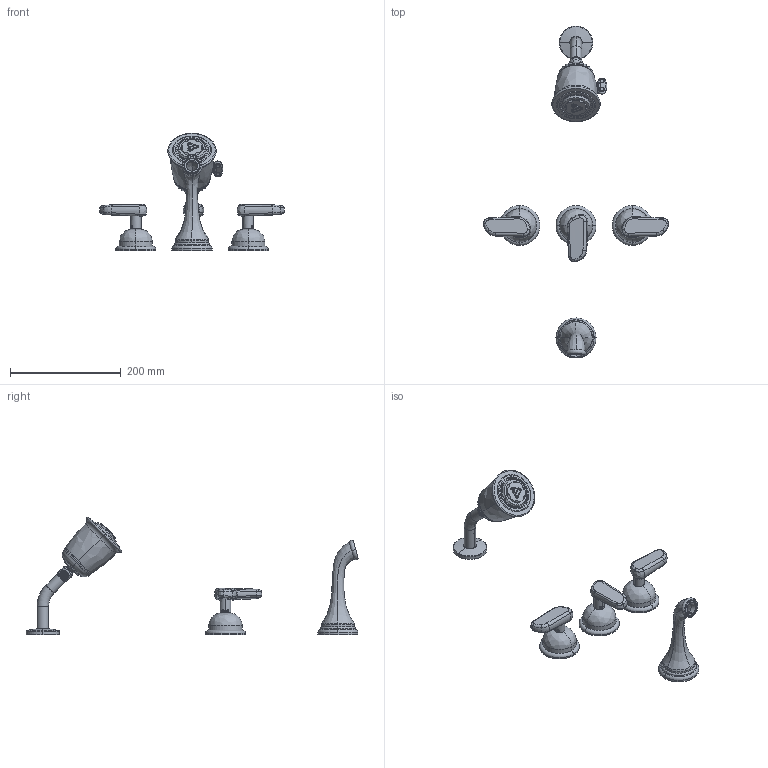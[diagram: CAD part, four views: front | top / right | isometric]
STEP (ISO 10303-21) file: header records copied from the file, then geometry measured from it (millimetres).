
FILE_DESCRIPTION((''),'2;1');
FILE_NAME('G1502_WEB','2011-01-18T',('project'),(''),'PRO/ENGINEER BY PARAMETRIC TECHNOLOGY CORPORATION, 2009300','PRO/ENGINEER BY PARAMETRIC TECHNOLOGY CORPORATION, 2009300','');
FILE_SCHEMA(('CONFIG_CONTROL_DESIGN'));
Products named in the file (1): G1502_WEB
Bounding box: 334.35 x 599.88 x 212.19 mm (x, y, z)
Surface area: 186991.3 mm2 (no closed solid volume)
Topology: 0 solids, 93 shells, 905 faces, 6465 edges, 5511 vertices
Faces by surface type: bspline 293, cylinder 283, plane 199, torus 88, cone 32, sphere 10
Entity records: 97316 total; most frequent: CARTESIAN_POINT 53305, ORIENTED_EDGE 8340, DIRECTION 7151, EDGE_CURVE 6463, VERTEX_POINT 5511, VECTOR 3997, LINE 3997, AXIS2_PLACEMENT_3D 1577
